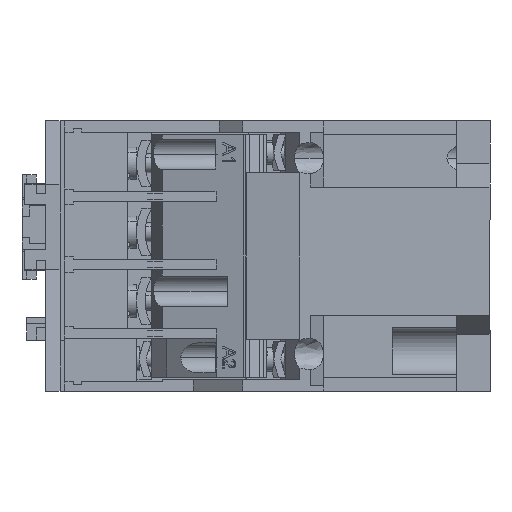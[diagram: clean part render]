
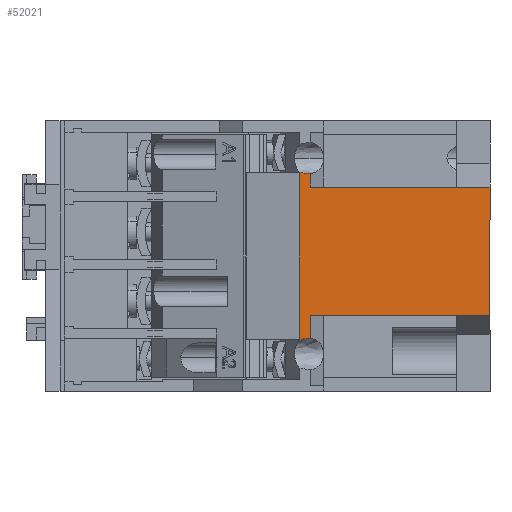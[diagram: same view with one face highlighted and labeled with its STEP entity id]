
A CAD part, left-side view. The second image highlights one B-rep face of the part: STEP entity #52021.
In plain terms, the highlighted planar face has unit normal (-1, 0, 0).
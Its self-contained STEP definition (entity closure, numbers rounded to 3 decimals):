
#7 = ORIENTED_EDGE ( 'NONE', *, *, #17360, .F. ) ;
#132 = CARTESIAN_POINT ( 'NONE',  ( -41.75, 37.8, -10.879 ) ) ;
#334 = VECTOR ( 'NONE', #32681, 1000. ) ;
#687 = VECTOR ( 'NONE', #46682, 1000. ) ;
#1064 = VECTOR ( 'NONE', #53626, 1000. ) ;
#1333 = CARTESIAN_POINT ( 'NONE',  ( -41.75, 37.8, 14.5 ) ) ;
#1920 = CARTESIAN_POINT ( 'NONE',  ( -41.75, 40., 17.6 ) ) ;
#2183 = VERTEX_POINT ( 'NONE', #51148 ) ;
#3529 = EDGE_CURVE ( 'NONE', #9107, #2183, #35806, .T. ) ;
#3638 = CARTESIAN_POINT ( 'NONE',  ( -41.75, 40., -10.879 ) ) ;
#4566 = CARTESIAN_POINT ( 'NONE',  ( -41.75, 0., 28.5 ) ) ;
#5497 = CARTESIAN_POINT ( 'NONE',  ( -41.75, 40., 17.5 ) ) ;
#5980 = EDGE_CURVE ( 'NONE', #9107, #42417, #47851, .T. ) ;
#6875 = CARTESIAN_POINT ( 'NONE',  ( -41.75, 40., -17.6 ) ) ;
#7471 = DIRECTION ( 'NONE',  ( 0., 1., 0. ) ) ;
#7991 = LINE ( 'NONE', #12504, #53208 ) ;
#8738 = DIRECTION ( 'NONE',  ( 0., 1., 0. ) ) ;
#8874 = ORIENTED_EDGE ( 'NONE', *, *, #24465, .F. ) ;
#9107 = VERTEX_POINT ( 'NONE', #1333 ) ;
#11201 = CARTESIAN_POINT ( 'NONE',  ( -41.75, 38.54, 17.349 ) ) ;
#11504 = VECTOR ( 'NONE', #36179, 1000. ) ;
#12023 = VERTEX_POINT ( 'NONE', #12524 ) ;
#12504 = CARTESIAN_POINT ( 'NONE',  ( -41.75, 0., 14.5 ) ) ;
#12524 = CARTESIAN_POINT ( 'NONE',  ( -41.75, 40., -17.5 ) ) ;
#12718 = ORIENTED_EDGE ( 'NONE', *, *, #5980, .T. ) ;
#12813 = LINE ( 'NONE', #44895, #1064 ) ;
#13245 = CARTESIAN_POINT ( 'NONE',  ( -41.75, 39.275, -17.452 ) ) ;
#14725 = VERTEX_POINT ( 'NONE', #1920 ) ;
#14780 = VERTEX_POINT ( 'NONE', #15846 ) ;
#15668 = VECTOR ( 'NONE', #23438, 1000. ) ;
#15846 = CARTESIAN_POINT ( 'NONE',  ( -41.75, 40.168, 17.5 ) ) ;
#16087 = B_SPLINE_CURVE_WITH_KNOTS ( 'NONE', 3,
 ( #41892, #11201, #50634, #24614 ),
 .UNSPECIFIED., .F., .F.,
 ( 4, 4 ),
 ( 0.016, 0.019 ),
 .UNSPECIFIED. ) ;
#16212 = DIRECTION ( 'NONE',  ( 1., 0., 0. ) ) ;
#16948 = EDGE_CURVE ( 'NONE', #12023, #21259, #12813, .T. ) ;
#17087 = LINE ( 'NONE', #18968, #15668 ) ;
#17192 = EDGE_CURVE ( 'NONE', #12023, #54549, #42963, .T. ) ;
#17256 = VECTOR ( 'NONE', #8738, 1000. ) ;
#17351 = EDGE_CURVE ( 'NONE', #54549, #29196, #17495, .T. ) ;
#17360 = EDGE_CURVE ( 'NONE', #36528, #29196, #46313, .T. ) ;
#17365 = EDGE_CURVE ( 'NONE', #24534, #51924, #21844, .T. ) ;
#17419 = EDGE_LOOP ( 'NONE', ( #8874, #48584, #46728, #42064, #7, #18937, #50259, #19713, #23016, #43878, #12718, #55669, #40993, #37718 ) ) ;
#17495 = B_SPLINE_CURVE_WITH_KNOTS ( 'NONE', 3,
 ( #48247, #43902, #13245, #22219, #52639, #26617 ),
 .UNSPECIFIED., .F., .F.,
 ( 4, 2, 4 ),
 ( 0., 0.001, 0.002 ),
 .UNSPECIFIED. ) ;
#17554 = EDGE_CURVE ( 'NONE', #56607, #14725, #35464, .T. ) ;
#18844 = CARTESIAN_POINT ( 'NONE',  ( -41.75, 40.168, -20.371 ) ) ;
#18937 = ORIENTED_EDGE ( 'NONE', *, *, #46104, .F. ) ;
#18968 = CARTESIAN_POINT ( 'NONE',  ( -41.75, 0., -12.5 ) ) ;
#19713 = ORIENTED_EDGE ( 'NONE', *, *, #17365, .F. ) ;
#21259 = VERTEX_POINT ( 'NONE', #52212 ) ;
#21298 = DIRECTION ( 'NONE',  ( 0., 0., -1. ) ) ;
#21844 = LINE ( 'NONE', #4566, #55142 ) ;
#22096 = LINE ( 'NONE', #18844, #24816 ) ;
#22219 = CARTESIAN_POINT ( 'NONE',  ( -41.75, 38.54, -17.37 ) ) ;
#22573 = VECTOR ( 'NONE', #21298, 1000. ) ;
#23016 = ORIENTED_EDGE ( 'NONE', *, *, #50705, .T. ) ;
#23438 = DIRECTION ( 'NONE',  ( 0., 1., 0. ) ) ;
#24302 = CARTESIAN_POINT ( 'NONE',  ( -41.75, 7., -12.5 ) ) ;
#24465 = EDGE_CURVE ( 'NONE', #21259, #14780, #22096, .T. ) ;
#24534 = VERTEX_POINT ( 'NONE', #40976 ) ;
#24614 = CARTESIAN_POINT ( 'NONE',  ( -41.75, 40., 17.6 ) ) ;
#24816 = VECTOR ( 'NONE', #49331, 1000. ) ;
#25032 = CARTESIAN_POINT ( 'NONE',  ( -41.75, 7., 14.5 ) ) ;
#25901 = DIRECTION ( 'NONE',  ( 0., 1., 0. ) ) ;
#26617 = CARTESIAN_POINT ( 'NONE',  ( -41.75, 37.8, -17.35 ) ) ;
#27045 = VECTOR ( 'NONE', #31931, 1000. ) ;
#28289 = CARTESIAN_POINT ( 'NONE',  ( -41.75, 40., 10.879 ) ) ;
#28451 = AXIS2_PLACEMENT_3D ( 'NONE', #38029, #16212, #7471 ) ;
#28951 = LINE ( 'NONE', #43859, #17256 ) ;
#29196 = VERTEX_POINT ( 'NONE', #35666 ) ;
#31571 = CARTESIAN_POINT ( 'NONE',  ( -41.75, 37.8, -12.5 ) ) ;
#31931 = DIRECTION ( 'NONE',  ( 0., 1., 0. ) ) ;
#32681 = DIRECTION ( 'NONE',  ( 0., 0., 1. ) ) ;
#33307 = CARTESIAN_POINT ( 'NONE',  ( -41.75, 0., -12.5 ) ) ;
#35369 = DIRECTION ( 'NONE',  ( 0., 0., -1. ) ) ;
#35464 = LINE ( 'NONE', #28289, #334 ) ;
#35666 = CARTESIAN_POINT ( 'NONE',  ( -41.75, 37.8, -17.35 ) ) ;
#35806 = LINE ( 'NONE', #25032, #687 ) ;
#36179 = DIRECTION ( 'NONE',  ( 0., 0., 1. ) ) ;
#36528 = VERTEX_POINT ( 'NONE', #31571 ) ;
#37718 = ORIENTED_EDGE ( 'NONE', *, *, #44852, .T. ) ;
#38029 = CARTESIAN_POINT ( 'NONE',  ( -41.75, 54., 28.5 ) ) ;
#39510 = DIRECTION ( 'NONE',  ( 0., 0., -1. ) ) ;
#39573 = FACE_OUTER_BOUND ( 'NONE', #17419, .T. ) ;
#39904 = CARTESIAN_POINT ( 'NONE',  ( -41.75, 40., 17.5 ) ) ;
#40976 = CARTESIAN_POINT ( 'NONE',  ( -41.75, 0., 14.5 ) ) ;
#40993 = ORIENTED_EDGE ( 'NONE', *, *, #17554, .F. ) ;
#41761 = VERTEX_POINT ( 'NONE', #24302 ) ;
#41892 = CARTESIAN_POINT ( 'NONE',  ( -41.75, 37.8, 17.35 ) ) ;
#42064 = ORIENTED_EDGE ( 'NONE', *, *, #17351, .T. ) ;
#42417 = VERTEX_POINT ( 'NONE', #55748 ) ;
#42963 = LINE ( 'NONE', #3638, #22573 ) ;
#43859 = CARTESIAN_POINT ( 'NONE',  ( -41.75, 7., -12.5 ) ) ;
#43878 = ORIENTED_EDGE ( 'NONE', *, *, #3529, .F. ) ;
#43902 = CARTESIAN_POINT ( 'NONE',  ( -41.75, 39.639, -17.514 ) ) ;
#44852 = EDGE_CURVE ( 'NONE', #56607, #14780, #51510, .T. ) ;
#44895 = CARTESIAN_POINT ( 'NONE',  ( -41.75, 40., -17.5 ) ) ;
#44899 = CARTESIAN_POINT ( 'NONE',  ( -41.75, 37.8, 10.879 ) ) ;
#44952 = VECTOR ( 'NONE', #35369, 1000. ) ;
#46104 = EDGE_CURVE ( 'NONE', #41761, #36528, #28951, .T. ) ;
#46313 = LINE ( 'NONE', #132, #44952 ) ;
#46521 = EDGE_CURVE ( 'NONE', #42417, #14725, #16087, .T. ) ;
#46682 = DIRECTION ( 'NONE',  ( 0., -1., 0. ) ) ;
#46728 = ORIENTED_EDGE ( 'NONE', *, *, #17192, .T. ) ;
#47851 = LINE ( 'NONE', #44899, #11504 ) ;
#48247 = CARTESIAN_POINT ( 'NONE',  ( -41.75, 40., -17.6 ) ) ;
#48584 = ORIENTED_EDGE ( 'NONE', *, *, #16948, .F. ) ;
#49331 = DIRECTION ( 'NONE',  ( 0., 0., 1. ) ) ;
#50259 = ORIENTED_EDGE ( 'NONE', *, *, #50283, .F. ) ;
#50283 = EDGE_CURVE ( 'NONE', #51924, #41761, #17087, .T. ) ;
#50634 = CARTESIAN_POINT ( 'NONE',  ( -41.75, 39.279, 17.428 ) ) ;
#50705 = EDGE_CURVE ( 'NONE', #24534, #2183, #7991, .T. ) ;
#51148 = CARTESIAN_POINT ( 'NONE',  ( -41.75, 7., 14.5 ) ) ;
#51510 = LINE ( 'NONE', #5497, #27045 ) ;
#51924 = VERTEX_POINT ( 'NONE', #33307 ) ;
#52021 = ADVANCED_FACE ( 'NONE', ( #39573 ), #55487, .F. ) ;
#52212 = CARTESIAN_POINT ( 'NONE',  ( -41.75, 40.168, -17.5 ) ) ;
#52639 = CARTESIAN_POINT ( 'NONE',  ( -41.75, 38.17, -17.349 ) ) ;
#53208 = VECTOR ( 'NONE', #25901, 1000. ) ;
#53626 = DIRECTION ( 'NONE',  ( 0., 1., 0. ) ) ;
#54549 = VERTEX_POINT ( 'NONE', #6875 ) ;
#55142 = VECTOR ( 'NONE', #39510, 1000. ) ;
#55487 = PLANE ( 'NONE',  #28451 ) ;
#55669 = ORIENTED_EDGE ( 'NONE', *, *, #46521, .T. ) ;
#55748 = CARTESIAN_POINT ( 'NONE',  ( -41.75, 37.8, 17.35 ) ) ;
#56607 = VERTEX_POINT ( 'NONE', #39904 ) ;
